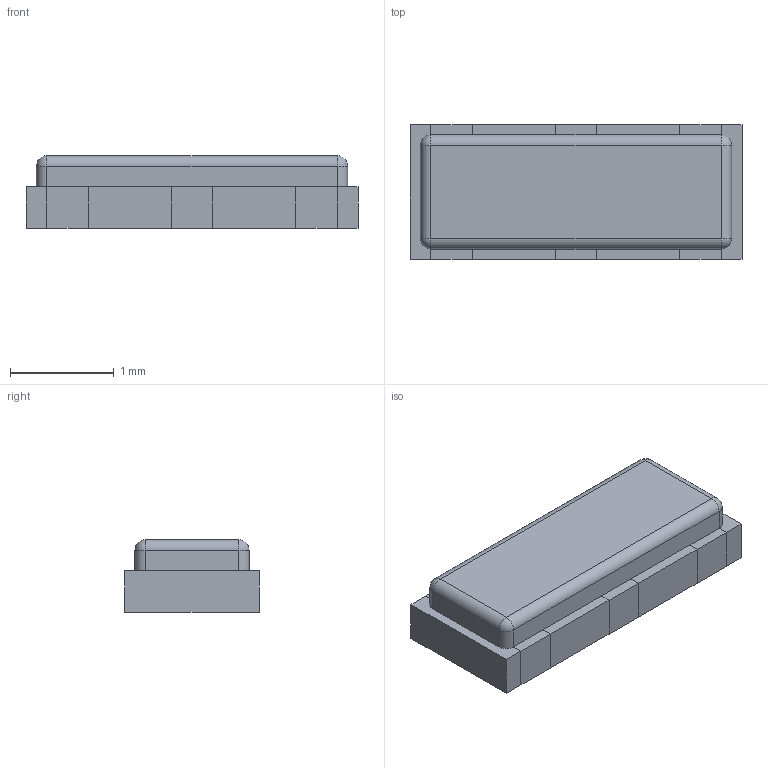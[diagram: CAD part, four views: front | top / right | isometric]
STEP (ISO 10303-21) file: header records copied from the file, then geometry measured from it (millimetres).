
FILE_DESCRIPTION(/* description */ ('STEP AP242','CAx-IF Rec.Pracs.---Representation and Presentation of Product Manufacturing Information (PMI)---4.0---2014-10-13','CAx-IF Rec.Pracs.---3D Tessellated Geometry---0.4---2014-09-14','2;1'),/* implementation_level */ '2;1');
FILE_NAME(/* name */ '616e630c15e9d679abfc814f',/* time_stamp */ '2021-10-19T06:17:48+00:00',/* author */ (''),/* organization */ (''),/* preprocessor_version */ 'ST-DEVELOPER v18.1',/* originating_system */ ' ',/* authorisation */ ' ');
FILE_SCHEMA (('AP242_MANAGED_MODEL_BASED_3D_ENGINEERING_MIM_LF { 1 0 10303 442 1 1 4 }'));
Length unit declared in the file: metre
Products named in the file (8): Part 8; Part 7; Part 5; Part 6; Part 1; Part 4; Part 2; Part 3
Bounding box: 3.2 x 1.3 x 0.7 mm (x, y, z)
Volume: 2.6 mm3; surface area: 26.8 mm2
Topology: 8 solids, 8 shells, 60 faces, 124 edges, 76 vertices
Faces by surface type: plane 48, cylinder 8, sphere 4
Entity records: 2106 total; most frequent: DIRECTION 272, CARTESIAN_POINT 264, ORIENTED_EDGE 240, EDGE_CURVE 120, LINE 104, VECTOR 104, AXIS2_PLACEMENT_3D 84, VERTEX_POINT 76
